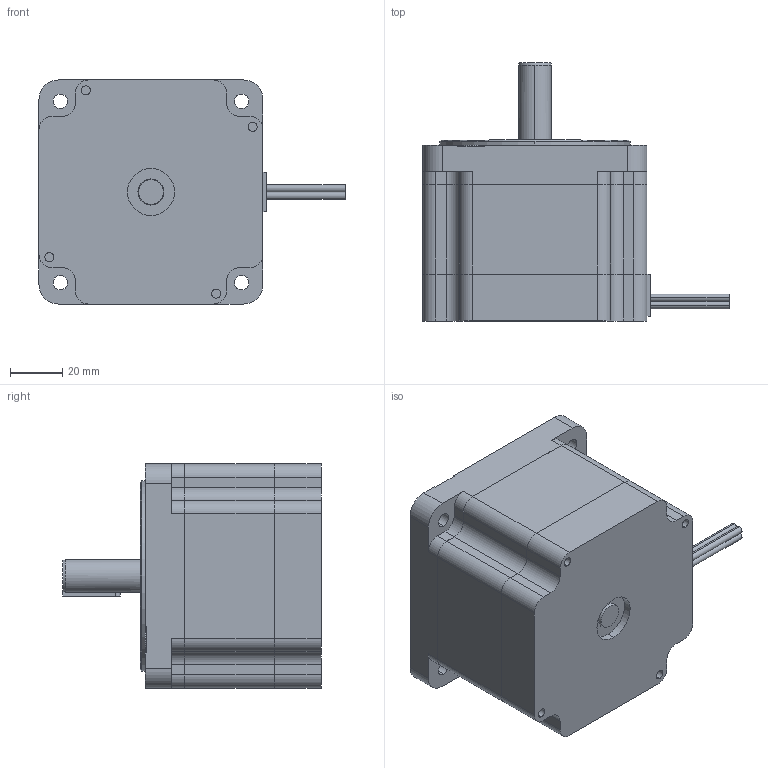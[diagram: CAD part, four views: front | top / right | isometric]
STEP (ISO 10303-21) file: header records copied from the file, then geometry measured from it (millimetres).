
FILE_DESCRIPTION (( 'STEP AP214' ), '1' );
FILE_NAME ('ML34HD0L.STEP', '2016-06-21T03:54:50', ( '' ), ( '' ), 'SwSTEP 2.0', 'SolidWorks 2012', '' );
FILE_SCHEMA (( 'AUTOMOTIVE_DESIGN' ));
Length unit declared in the file: millimetre
Products named in the file (1): ML34HD0L
Bounding box: 117.5 x 99.25 x 86 mm (x, y, z)
Volume: 460135.1 mm3; surface area: 55314.4 mm2
Topology: 1 solids, 1 shells, 244 faces, 638 edges, 422 vertices
Faces by surface type: plane 143, cylinder 88, cone 13
Entity records: 10226 total; most frequent: CARTESIAN_POINT 1337, DIRECTION 1314, ORIENTED_EDGE 1276, EDGE_CURVE 638, VECTOR 444, LINE 444, AXIS2_PLACEMENT_3D 435, VERTEX_POINT 422
